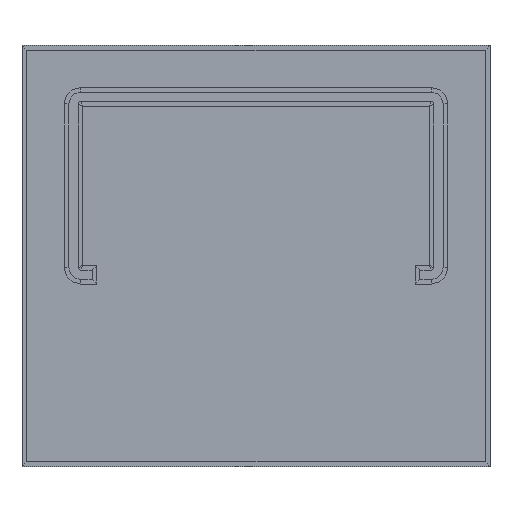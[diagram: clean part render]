
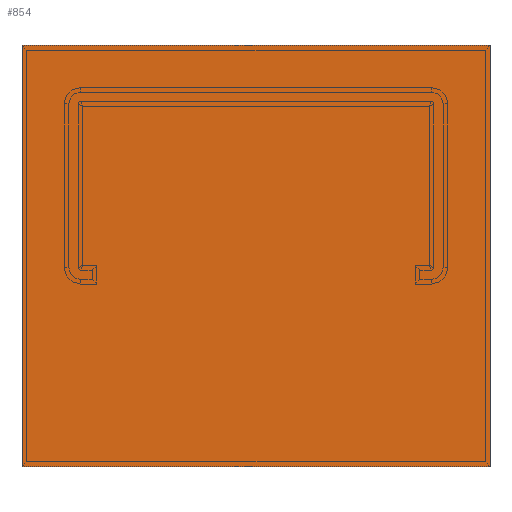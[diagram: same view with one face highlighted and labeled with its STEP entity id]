
A CAD part, front view. The second image highlights one B-rep face of the part: STEP entity #854.
In plain terms, the highlighted planar face has unit normal (0, -1, 0).
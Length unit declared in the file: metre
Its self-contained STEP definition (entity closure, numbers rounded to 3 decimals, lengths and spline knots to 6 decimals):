
#854 = ADVANCED_FACE( '', ( #2175 ), #2176, .T. );
#2175 = FACE_OUTER_BOUND( '', #4342, .T. );
#2176 = PLANE( '', #4343 );
#4342 = EDGE_LOOP( '', ( #7213, #7214, #7215, #7216 ) );
#4343 = AXIS2_PLACEMENT_3D( '', #7217, #7218, #7219 );
#7213 = ORIENTED_EDGE( '', *, *, #12429, .T. );
#7214 = ORIENTED_EDGE( '', *, *, #12430, .T. );
#7215 = ORIENTED_EDGE( '', *, *, #12431, .T. );
#7216 = ORIENTED_EDGE( '', *, *, #12432, .T. );
#7217 = CARTESIAN_POINT( '', ( 0., 0., 0. ) );
#7218 = DIRECTION( '', ( 0., -1., 0. ) );
#7219 = DIRECTION( '', ( 0., 0., -1. ) );
#12429 = EDGE_CURVE( '', #15087, #15088, #15089, .T. );
#12430 = EDGE_CURVE( '', #15088, #15090, #15091, .T. );
#12431 = EDGE_CURVE( '', #15090, #15092, #15093, .T. );
#12432 = EDGE_CURVE( '', #15092, #15087, #15094, .T. );
#15087 = VERTEX_POINT( '', #18779 );
#15088 = VERTEX_POINT( '', #18780 );
#15089 = LINE( '', #18781, #18782 );
#15090 = VERTEX_POINT( '', #18783 );
#15091 = LINE( '', #18784, #18785 );
#15092 = VERTEX_POINT( '', #18786 );
#15093 = LINE( '', #18787, #18788 );
#15094 = LINE( '', #18789, #18790 );
#18779 = CARTESIAN_POINT( '', ( -0.01, 0., 0.01 ) );
#18780 = CARTESIAN_POINT( '', ( -0.01, 0., -0.08 ) );
#18781 = CARTESIAN_POINT( '', ( -0.01, 0., 0.01 ) );
#18782 = VECTOR( '', #22652, 1. );
#18783 = CARTESIAN_POINT( '', ( 0.09, 0., -0.08 ) );
#18784 = CARTESIAN_POINT( '', ( -0.01, 0., -0.08 ) );
#18785 = VECTOR( '', #22653, 1. );
#18786 = CARTESIAN_POINT( '', ( 0.09, 0., 0.01 ) );
#18787 = CARTESIAN_POINT( '', ( 0.09, 0., -0.08 ) );
#18788 = VECTOR( '', #22654, 1. );
#18789 = CARTESIAN_POINT( '', ( 0.09, 0., 0.01 ) );
#18790 = VECTOR( '', #22655, 1. );
#22652 = DIRECTION( '', ( 0., 0., -1. ) );
#22653 = DIRECTION( '', ( 1., 0., 0. ) );
#22654 = DIRECTION( '', ( 0., 0., 1. ) );
#22655 = DIRECTION( '', ( -1., 0., 0. ) );
